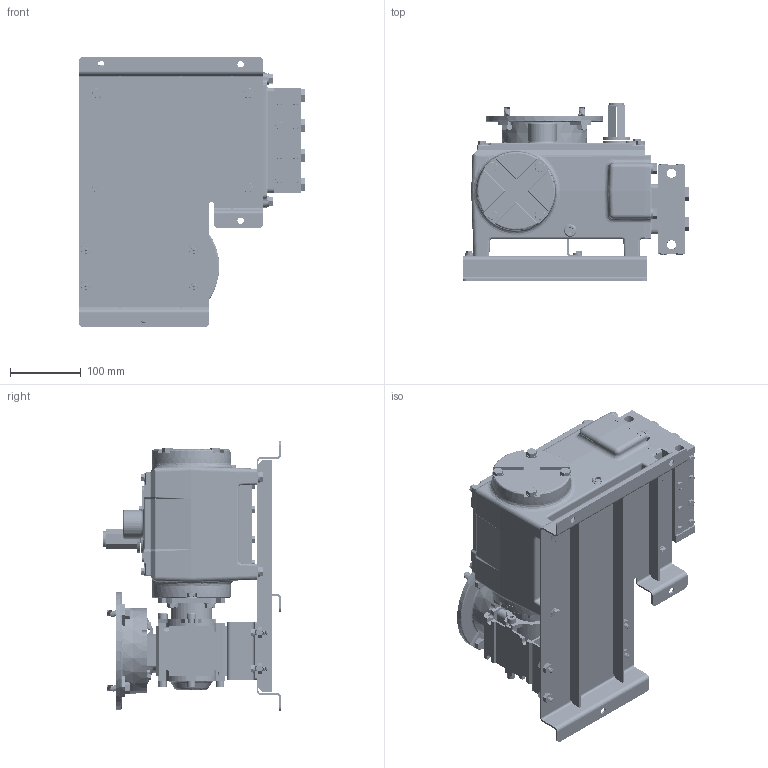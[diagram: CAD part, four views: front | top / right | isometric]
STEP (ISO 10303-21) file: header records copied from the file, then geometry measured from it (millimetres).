
FILE_DESCRIPTION (( 'STEP AP214' ), '1' );
FILE_NAME ('MT08-N-BP.STEP', '2019-01-30T19:57:57', ( '' ), ( '' ), 'SwSTEP 2.0', 'SolidWorks 2018', '' );
FILE_SCHEMA (( 'AUTOMOTIVE_DESIGN' ));
Length unit declared in the file: inch
Products named in the file (1): MT08-N-BP
Bounding box: 319.84 x 250.95 x 381 mm (x, y, z)
Surface area: 812405.8 mm2 (no closed solid volume)
Topology: 0 solids, 144 shells, 2709 faces, 8309 edges, 5623 vertices
Faces by surface type: cylinder 1054, plane 1020, cone 429, bspline 165, sphere 21, torus 20
Entity records: 164293 total; most frequent: CARTESIAN_POINT 62295, ORIENTED_EDGE 14053, DIRECTION 12519, EDGE_CURVE 8289, VERTEX_POINT 5623, AXIS2_PLACEMENT_3D 4467, VECTOR 3585, LINE 3585
